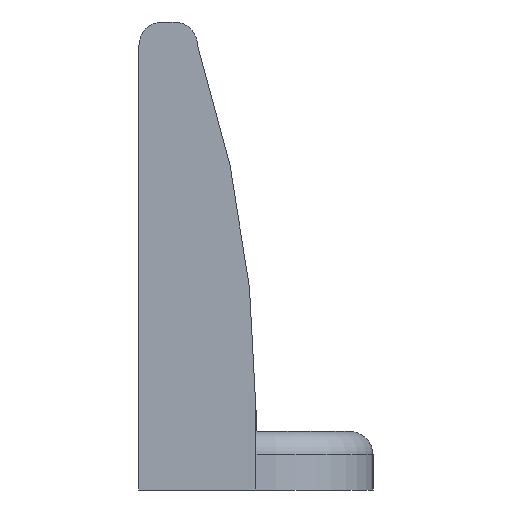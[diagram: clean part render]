
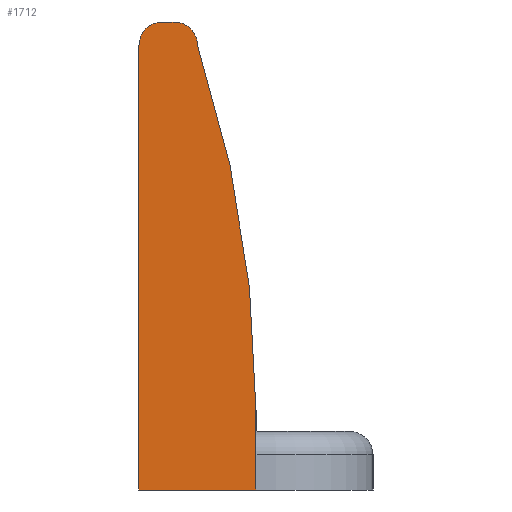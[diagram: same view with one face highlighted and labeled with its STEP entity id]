
A CAD part, left-side view. The second image highlights one B-rep face of the part: STEP entity #1712.
In plain terms, the highlighted planar face has unit normal (-1, 0, 0).
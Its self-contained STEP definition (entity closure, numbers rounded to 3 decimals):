
#80=PLANE('',#1938);
#171=FACE_OUTER_BOUND('',#290,.T.);
#290=EDGE_LOOP('',(#1480,#1481,#1482,#1483,#1484,#1485,#1486));
#465=CIRCLE('',#1936,100.);
#467=CIRCLE('',#1939,2.);
#468=CIRCLE('',#1940,2.);
#546=LINE('',#3328,#628);
#561=LINE('',#3355,#643);
#566=LINE('',#3381,#648);
#567=LINE('',#3384,#649);
#628=VECTOR('',#2391,10.);
#643=VECTOR('',#2418,10.);
#648=VECTOR('',#2447,10.);
#649=VECTOR('',#2450,10.);
#788=VERTEX_POINT('',#3325);
#789=VERTEX_POINT('',#3327);
#795=VERTEX_POINT('',#3353);
#801=VERTEX_POINT('',#3372);
#803=VERTEX_POINT('',#3378);
#804=VERTEX_POINT('',#3380);
#805=VERTEX_POINT('',#3382);
#1017=EDGE_CURVE('',#788,#789,#546,.T.);
#1032=EDGE_CURVE('',#795,#788,#561,.T.);
#1040=EDGE_CURVE('',#801,#795,#465,.T.);
#1043=EDGE_CURVE('',#803,#801,#467,.T.);
#1044=EDGE_CURVE('',#803,#804,#566,.T.);
#1045=EDGE_CURVE('',#805,#804,#468,.T.);
#1046=EDGE_CURVE('',#789,#805,#567,.T.);
#1480=ORIENTED_EDGE('',*,*,#1040,.F.);
#1481=ORIENTED_EDGE('',*,*,#1043,.F.);
#1482=ORIENTED_EDGE('',*,*,#1044,.T.);
#1483=ORIENTED_EDGE('',*,*,#1045,.F.);
#1484=ORIENTED_EDGE('',*,*,#1046,.F.);
#1485=ORIENTED_EDGE('',*,*,#1017,.F.);
#1486=ORIENTED_EDGE('',*,*,#1032,.F.);
#1712=ADVANCED_FACE('',(#171),#80,.T.);
#1936=AXIS2_PLACEMENT_3D('',#3373,#2438,#2439);
#1938=AXIS2_PLACEMENT_3D('',#3377,#2443,#2444);
#1939=AXIS2_PLACEMENT_3D('',#3379,#2445,#2446);
#1940=AXIS2_PLACEMENT_3D('',#3383,#2448,#2449);
#2391=DIRECTION('',(0.,1.,0.));
#2418=DIRECTION('',(0.,0.,-1.));
#2438=DIRECTION('center_axis',(1.,0.,0.));
#2439=DIRECTION('ref_axis',(0.,-0.95,0.312));
#2443=DIRECTION('center_axis',(-1.,0.,0.));
#2444=DIRECTION('ref_axis',(0.,0.,1.));
#2445=DIRECTION('center_axis',(1.,0.,0.));
#2446=DIRECTION('ref_axis',(0.,-0.707,0.707));
#2447=DIRECTION('',(0.,1.,0.));
#2448=DIRECTION('center_axis',(1.,0.,0.));
#2449=DIRECTION('ref_axis',(0.,0.707,0.707));
#2450=DIRECTION('',(0.,0.,1.));
#3325=CARTESIAN_POINT('',(0.,-5.,0.));
#3327=CARTESIAN_POINT('',(0.,5.,0.));
#3328=CARTESIAN_POINT('',(0.,0.,0.));
#3353=CARTESIAN_POINT('',(0.,-5.,6.775));
#3355=CARTESIAN_POINT('',(0.,-5.,38.));
#3372=CARTESIAN_POINT('',(0.,0.,38.));
#3373=CARTESIAN_POINT('Origin',(0.,95.,6.775));
#3377=CARTESIAN_POINT('Origin',(0.,0.,0.));
#3378=CARTESIAN_POINT('',(0.,2.,40.));
#3379=CARTESIAN_POINT('Origin',(0.,2.,38.));
#3380=CARTESIAN_POINT('',(0.,3.,40.));
#3381=CARTESIAN_POINT('',(0.,0.,40.));
#3382=CARTESIAN_POINT('',(0.,5.,38.));
#3383=CARTESIAN_POINT('Origin',(0.,3.,38.));
#3384=CARTESIAN_POINT('',(0.,5.,0.));
